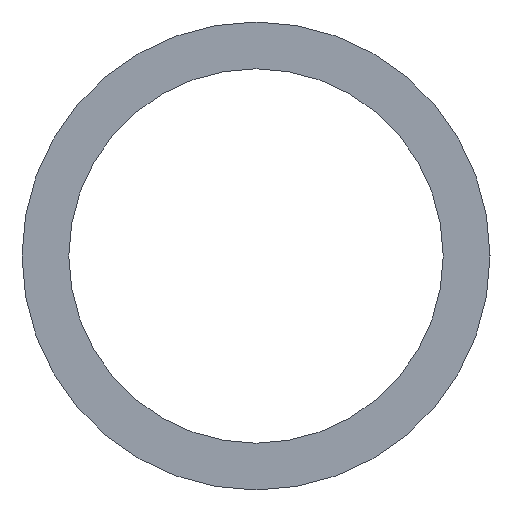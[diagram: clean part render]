
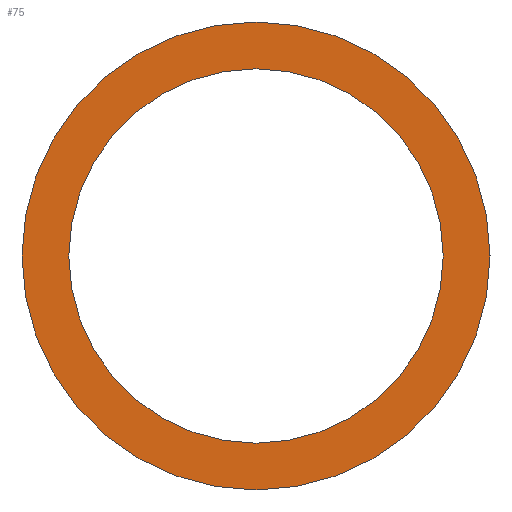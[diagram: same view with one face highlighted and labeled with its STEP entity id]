
A CAD part, left-side view. The second image highlights one B-rep face of the part: STEP entity #75.
In plain terms, the highlighted planar face has unit normal (-1, 0, 0).
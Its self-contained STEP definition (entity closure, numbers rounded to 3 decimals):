
#75 = ADVANCED_FACE( '', ( #80, #81 ), #82, .T. );
#80 = FACE_BOUND( '', #92, .T. );
#81 = FACE_OUTER_BOUND( '', #93, .T. );
#82 = PLANE( '', #94 );
#92 = EDGE_LOOP( '', ( #104 ) );
#93 = EDGE_LOOP( '', ( #105 ) );
#94 = AXIS2_PLACEMENT_3D( '', #106, #107, #108 );
#104 = ORIENTED_EDGE( '', *, *, #124, .T. );
#105 = ORIENTED_EDGE( '', *, *, #125, .F. );
#106 = CARTESIAN_POINT( '', ( 0., 5., 0. ) );
#107 = DIRECTION( '', ( -1., 0., 0. ) );
#108 = DIRECTION( '', ( 0., 0., 1. ) );
#124 = EDGE_CURVE( '', #128, #128, #129, .T. );
#125 = EDGE_CURVE( '', #130, #130, #131, .T. );
#128 = VERTEX_POINT( '', #136 );
#129 = CIRCLE( '', #137, 4. );
#130 = VERTEX_POINT( '', #138 );
#131 = CIRCLE( '', #139, 5. );
#136 = CARTESIAN_POINT( '', ( 0., 0., -4. ) );
#137 = AXIS2_PLACEMENT_3D( '', #144, #145, #146 );
#138 = CARTESIAN_POINT( '', ( 0., 0., -5. ) );
#139 = AXIS2_PLACEMENT_3D( '', #147, #148, #149 );
#144 = CARTESIAN_POINT( '', ( 0., 0., 0. ) );
#145 = DIRECTION( '', ( 1., 0., 0. ) );
#146 = DIRECTION( '', ( 0., 0., -1. ) );
#147 = CARTESIAN_POINT( '', ( 0., 0., 0. ) );
#148 = DIRECTION( '', ( 1., 0., 0. ) );
#149 = DIRECTION( '', ( 0., 0., -1. ) );
